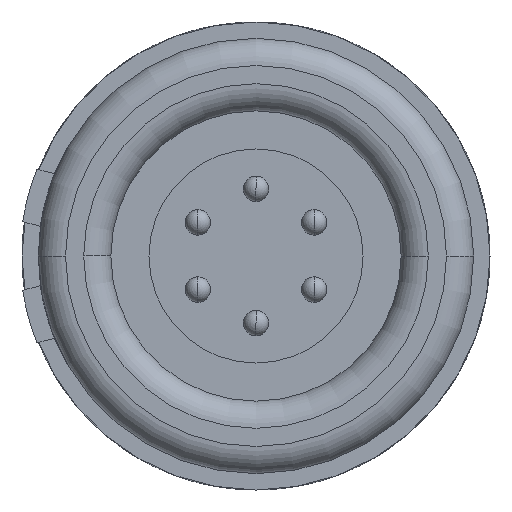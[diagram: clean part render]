
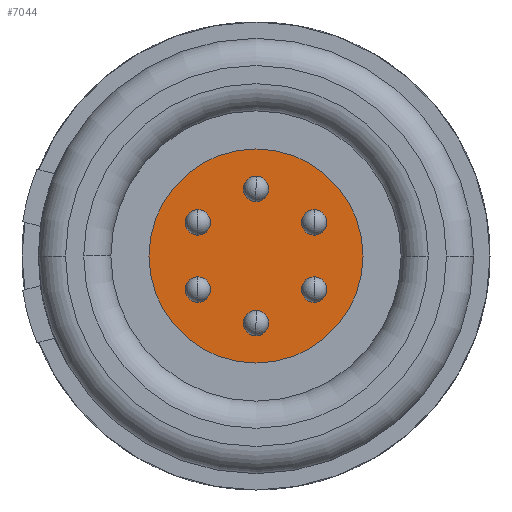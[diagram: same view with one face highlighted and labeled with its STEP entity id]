
A CAD part, left-side view. The second image highlights one B-rep face of the part: STEP entity #7044.
In plain terms, the highlighted planar face has unit normal (-1, 0, 0).
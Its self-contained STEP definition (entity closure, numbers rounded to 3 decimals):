
#1904=CARTESIAN_POINT('',(-3.,0.,0.));
#1905=DIRECTION('',(-1.,0.,0.));
#1906=DIRECTION('',(0.,1.,0.));
#1907=AXIS2_PLACEMENT_3D('',#1904,#1905,#1906);
#1922=CARTESIAN_POINT('',(-3.,0.,0.));
#1923=DIRECTION('',(-1.,0.,0.));
#1924=DIRECTION('',(0.,-1.,0.));
#1925=AXIS2_PLACEMENT_3D('',#1922,#1923,#1924);
#3168=CARTESIAN_POINT('',(-3.,1.602,-0.925));
#3169=DIRECTION('',(-1.,0.,0.));
#3170=DIRECTION('',(0.,0.,1.));
#3171=AXIS2_PLACEMENT_3D('',#3168,#3169,#3170);
#3173=CARTESIAN_POINT('',(-3.,1.602,-0.925));
#3174=DIRECTION('',(-1.,0.,0.));
#3175=DIRECTION('',(0.,0.,-1.));
#3176=AXIS2_PLACEMENT_3D('',#3173,#3174,#3175);
#3178=CARTESIAN_POINT('',(-3.,1.602,0.925));
#3179=DIRECTION('',(-1.,0.,0.));
#3180=DIRECTION('',(0.,0.,1.));
#3181=AXIS2_PLACEMENT_3D('',#3178,#3179,#3180);
#3183=CARTESIAN_POINT('',(-3.,1.602,0.925));
#3184=DIRECTION('',(-1.,0.,0.));
#3185=DIRECTION('',(0.,0.,-1.));
#3186=AXIS2_PLACEMENT_3D('',#3183,#3184,#3185);
#3188=CARTESIAN_POINT('',(-3.,0.,-1.85));
#3189=DIRECTION('',(-1.,0.,0.));
#3190=DIRECTION('',(0.,0.,1.));
#3191=AXIS2_PLACEMENT_3D('',#3188,#3189,#3190);
#3193=CARTESIAN_POINT('',(-3.,0.,-1.85));
#3194=DIRECTION('',(-1.,0.,0.));
#3195=DIRECTION('',(0.,0.,-1.));
#3196=AXIS2_PLACEMENT_3D('',#3193,#3194,#3195);
#3198=CARTESIAN_POINT('',(-3.,-1.602,-0.925));
#3199=DIRECTION('',(-1.,0.,0.));
#3200=DIRECTION('',(0.,0.,1.));
#3201=AXIS2_PLACEMENT_3D('',#3198,#3199,#3200);
#3203=CARTESIAN_POINT('',(-3.,-1.602,-0.925));
#3204=DIRECTION('',(-1.,0.,0.));
#3205=DIRECTION('',(0.,0.,-1.));
#3206=AXIS2_PLACEMENT_3D('',#3203,#3204,#3205);
#3208=CARTESIAN_POINT('',(-3.,-1.602,0.925));
#3209=DIRECTION('',(-1.,0.,0.));
#3210=DIRECTION('',(0.,0.,1.));
#3211=AXIS2_PLACEMENT_3D('',#3208,#3209,#3210);
#3213=CARTESIAN_POINT('',(-3.,-1.602,0.925));
#3214=DIRECTION('',(-1.,0.,0.));
#3215=DIRECTION('',(0.,0.,-1.));
#3216=AXIS2_PLACEMENT_3D('',#3213,#3214,#3215);
#3218=CARTESIAN_POINT('',(-3.,0.,1.85));
#3219=DIRECTION('',(-1.,0.,0.));
#3220=DIRECTION('',(0.,0.,1.));
#3221=AXIS2_PLACEMENT_3D('',#3218,#3219,#3220);
#3223=CARTESIAN_POINT('',(-3.,0.,1.85));
#3224=DIRECTION('',(-1.,0.,0.));
#3225=DIRECTION('',(0.,0.,-1.));
#3226=AXIS2_PLACEMENT_3D('',#3223,#3224,#3225);
#4454=CARTESIAN_POINT('',(-3.,1.602,-0.575));
#4455=CARTESIAN_POINT('',(-3.,1.602,-1.275));
#4456=VERTEX_POINT('',#4454);
#4457=VERTEX_POINT('',#4455);
#4458=CARTESIAN_POINT('',(-3.,1.602,1.275));
#4459=CARTESIAN_POINT('',(-3.,1.602,0.575));
#4460=VERTEX_POINT('',#4458);
#4461=VERTEX_POINT('',#4459);
#4462=CARTESIAN_POINT('',(-3.,0.,-1.5));
#4463=CARTESIAN_POINT('',(-3.,0.,-2.2));
#4464=VERTEX_POINT('',#4462);
#4465=VERTEX_POINT('',#4463);
#4466=CARTESIAN_POINT('',(-3.,-1.602,-0.575));
#4467=CARTESIAN_POINT('',(-3.,-1.602,-1.275));
#4468=VERTEX_POINT('',#4466);
#4469=VERTEX_POINT('',#4467);
#4470=CARTESIAN_POINT('',(-3.,-1.602,1.275));
#4471=CARTESIAN_POINT('',(-3.,-1.602,0.575));
#4472=VERTEX_POINT('',#4470);
#4473=VERTEX_POINT('',#4471);
#4474=CARTESIAN_POINT('',(-3.,0.,2.2));
#4475=CARTESIAN_POINT('',(-3.,0.,1.5));
#4476=VERTEX_POINT('',#4474);
#4477=VERTEX_POINT('',#4475);
#4645=CARTESIAN_POINT('',(-3.,-2.95,0.));
#4646=CARTESIAN_POINT('',(-3.,2.95,0.));
#4647=VERTEX_POINT('',#4645);
#4648=VERTEX_POINT('',#4646);
#6999=CARTESIAN_POINT('',(-3.,0.,0.));
#7000=DIRECTION('',(1.,0.,0.));
#7001=DIRECTION('',(0.,0.,-1.));
#7002=AXIS2_PLACEMENT_3D('',#6999,#7000,#7001);
#7003=PLANE('',#7002);
#7004=ORIENTED_EDGE('',*,*,#5518,.F.);
#7005=ORIENTED_EDGE('',*,*,#5489,.F.);
#7006=EDGE_LOOP('',(#7004,#7005));
#7007=FACE_OUTER_BOUND('',#7006,.F.);
#7009=ORIENTED_EDGE('',*,*,#7008,.T.);
#7011=ORIENTED_EDGE('',*,*,#7010,.T.);
#7012=EDGE_LOOP('',(#7009,#7011));
#7013=FACE_BOUND('',#7012,.F.);
#7015=ORIENTED_EDGE('',*,*,#7014,.T.);
#7017=ORIENTED_EDGE('',*,*,#7016,.T.);
#7018=EDGE_LOOP('',(#7015,#7017));
#7019=FACE_BOUND('',#7018,.F.);
#7021=ORIENTED_EDGE('',*,*,#7020,.T.);
#7023=ORIENTED_EDGE('',*,*,#7022,.T.);
#7024=EDGE_LOOP('',(#7021,#7023));
#7025=FACE_BOUND('',#7024,.F.);
#7027=ORIENTED_EDGE('',*,*,#7026,.T.);
#7029=ORIENTED_EDGE('',*,*,#7028,.T.);
#7030=EDGE_LOOP('',(#7027,#7029));
#7031=FACE_BOUND('',#7030,.F.);
#7033=ORIENTED_EDGE('',*,*,#7032,.T.);
#7035=ORIENTED_EDGE('',*,*,#7034,.T.);
#7036=EDGE_LOOP('',(#7033,#7035));
#7037=FACE_BOUND('',#7036,.F.);
#7039=ORIENTED_EDGE('',*,*,#7038,.T.);
#7041=ORIENTED_EDGE('',*,*,#7040,.T.);
#7042=EDGE_LOOP('',(#7039,#7041));
#7043=FACE_BOUND('',#7042,.F.);
#7044=ADVANCED_FACE('',(#7007,#7013,#7019,#7025,#7031,#7037,#7043),#7003,.F.);
#1908=CIRCLE('',#1907,2.95);
#1926=CIRCLE('',#1925,2.95);
#3172=CIRCLE('',#3171,0.35);
#3177=CIRCLE('',#3176,0.35);
#3182=CIRCLE('',#3181,0.35);
#3187=CIRCLE('',#3186,0.35);
#3192=CIRCLE('',#3191,0.35);
#3197=CIRCLE('',#3196,0.35);
#3202=CIRCLE('',#3201,0.35);
#3207=CIRCLE('',#3206,0.35);
#3212=CIRCLE('',#3211,0.35);
#3217=CIRCLE('',#3216,0.35);
#3222=CIRCLE('',#3221,0.35);
#3227=CIRCLE('',#3226,0.35);
#5489=EDGE_CURVE('',#4648,#4647,#1908,.T.);
#5518=EDGE_CURVE('',#4647,#4648,#1926,.T.);
#7008=EDGE_CURVE('',#4456,#4457,#3172,.T.);
#7010=EDGE_CURVE('',#4457,#4456,#3177,.T.);
#7014=EDGE_CURVE('',#4460,#4461,#3182,.T.);
#7016=EDGE_CURVE('',#4461,#4460,#3187,.T.);
#7020=EDGE_CURVE('',#4464,#4465,#3192,.T.);
#7022=EDGE_CURVE('',#4465,#4464,#3197,.T.);
#7026=EDGE_CURVE('',#4468,#4469,#3202,.T.);
#7028=EDGE_CURVE('',#4469,#4468,#3207,.T.);
#7032=EDGE_CURVE('',#4472,#4473,#3212,.T.);
#7034=EDGE_CURVE('',#4473,#4472,#3217,.T.);
#7038=EDGE_CURVE('',#4476,#4477,#3222,.T.);
#7040=EDGE_CURVE('',#4477,#4476,#3227,.T.);
